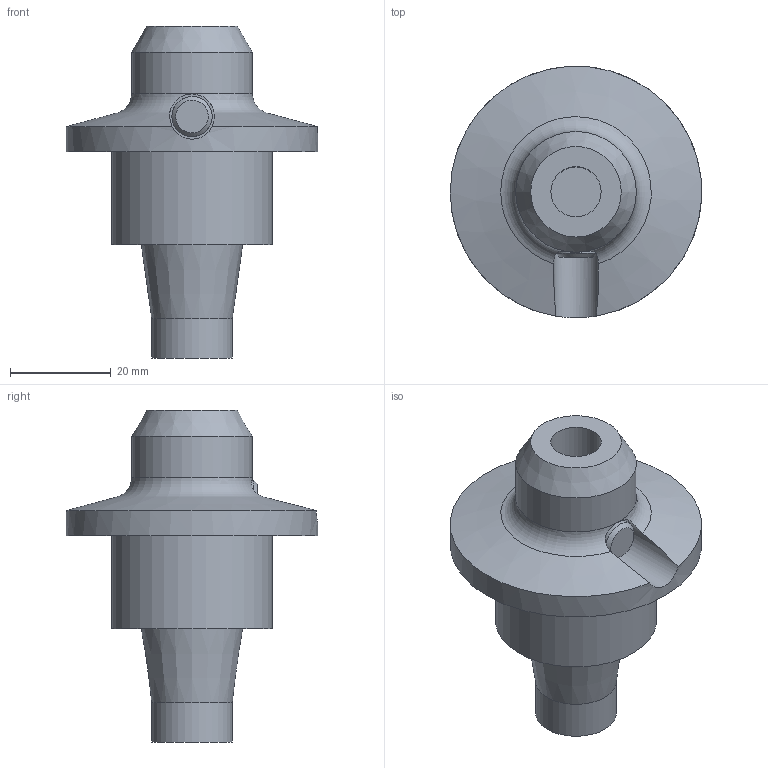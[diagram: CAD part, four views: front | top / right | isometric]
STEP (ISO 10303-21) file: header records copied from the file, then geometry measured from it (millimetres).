
FILE_DESCRIPTION(/* description */ (''),/* implementation_level */ '2;1');
FILE_NAME(/* name */ '836272_stp.stp',/* time_stamp */ '2017-05-15T08:00:13+02:00',/* author */ (''),/* organization */ (''),/* preprocessor_version */ 'ST-DEVELOPER v15',/* originating_system */ 'SIEMENS PLM Software NX 9.0',/* authorisation */ '');
FILE_SCHEMA (('AUTOMOTIVE_DESIGN { 1 0 10303 214 3 1 1 1 }'));
Length unit declared in the file: millimetre
Products named in the file (1): reic1F4CA23Dza22
Bounding box: 50 x 50 x 66 mm (x, y, z)
Volume: 37530.7 mm3; surface area: 10147 mm2
Topology: 1 solids, 1 shells, 19 faces, 37 edges, 24 vertices
Faces by surface type: cylinder 7, plane 7, cone 4, torus 1
Full cylindrical faces by diameter (mm): 8 x1, 9 x1, 10 x1, 16 x1, 24 x1, 32 x1, 50 x1
Entity records: 444 total; most frequent: CARTESIAN_POINT 88, DIRECTION 74, ORIENTED_EDGE 42, AXIS2_PLACEMENT_3D 37, EDGE_LOOP 34, FACE_BOUND 30, EDGE_CURVE 21, ADVANCED_FACE 19
